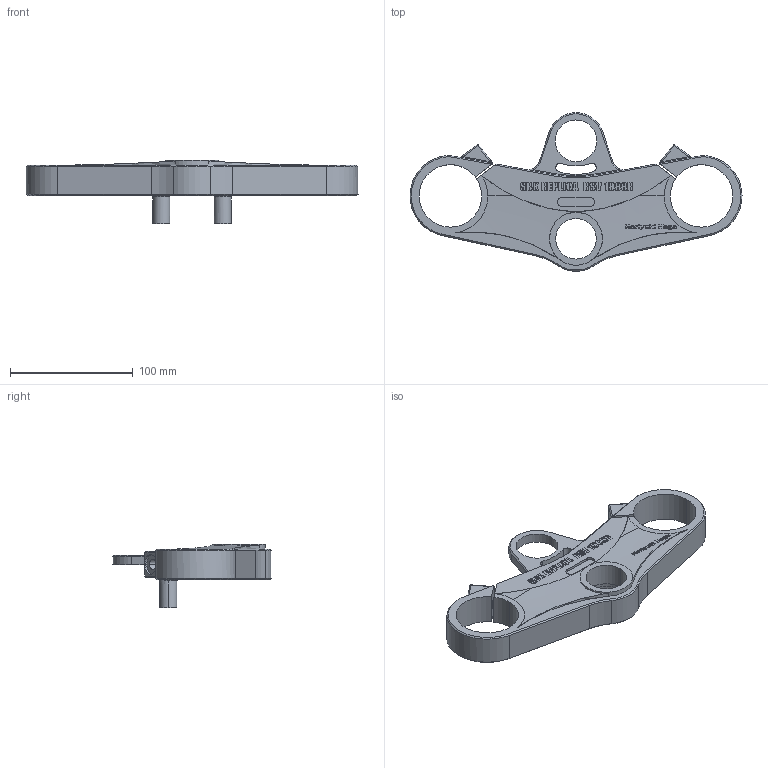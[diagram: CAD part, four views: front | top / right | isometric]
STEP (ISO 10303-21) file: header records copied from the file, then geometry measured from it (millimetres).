
FILE_DESCRIPTION (( 'STEP AP203' ), '1' );
FILE_NAME ('haga.STEP', '2023-05-08T09:52:55', ( '' ), ( '' ), 'SwSTEP 2.0', 'SolidWorks 2012', '' );
FILE_SCHEMA (( 'CONFIG_CONTROL_DESIGN' ));
Length unit declared in the file: millimetre
Products named in the file (1): haga
Bounding box: 271 x 129.37 x 52 mm (x, y, z)
Volume: 337996 mm3; surface area: 65623.4 mm2
Topology: 1 solids, 1 shells, 635 faces, 1674 edges, 1077 vertices
Faces by surface type: plane 317, bspline 170, cylinder 93, cone 40, torus 11, sphere 4
Entity records: 28444 total; most frequent: CARTESIAN_POINT 14103, ORIENTED_EDGE 3300, DIRECTION 2332, EDGE_CURVE 1650, VERTEX_POINT 1073, VECTOR 946, LINE 946, EDGE_LOOP 701
